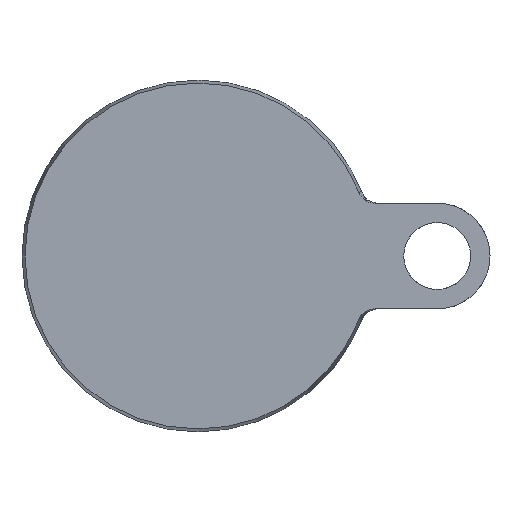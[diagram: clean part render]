
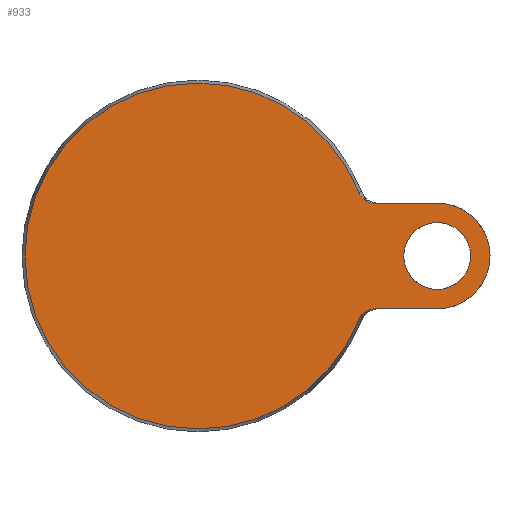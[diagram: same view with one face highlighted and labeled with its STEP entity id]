
A CAD part, front view. The second image highlights one B-rep face of the part: STEP entity #933.
In plain terms, the highlighted planar face has unit normal (0, -1, 0).
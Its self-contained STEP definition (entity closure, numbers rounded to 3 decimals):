
#6 = CIRCLE ( 'NONE', #293, 9.5 ) ;
#29 = B_SPLINE_CURVE_WITH_KNOTS ( 'NONE', 3,
 ( #814, #89, #836, #1259, #1154, #1241, #192, #623, #279, #712, #821, #1250, #1204, #841 ),
 .UNSPECIFIED., .F., .F.,
 ( 4, 2, 2, 2, 2, 2, 4 ),
 ( 0., 0.001, 0.002, 0.003, 0.004, 0.004, 0.006 ),
 .UNSPECIFIED. ) ;
#30 = VERTEX_POINT ( 'NONE', #135 ) ;
#33 = ORIENTED_EDGE ( 'NONE', *, *, #436, .F. ) ;
#41 = DIRECTION ( 'NONE',  ( 0., 1., 0. ) ) ;
#48 = DIRECTION ( 'NONE',  ( 0., 1., 0. ) ) ;
#63 = CARTESIAN_POINT ( 'NONE',  ( 49.116, 0., -15.149 ) ) ;
#64 = LINE ( 'NONE', #166, #427 ) ;
#72 = CARTESIAN_POINT ( 'NONE',  ( 50.366, 0., 15. ) ) ;
#77 = CARTESIAN_POINT ( 'NONE',  ( 48.637, 0., -15.295 ) ) ;
#89 = CARTESIAN_POINT ( 'NONE',  ( 49.86, 0., 15. ) ) ;
#101 = DIRECTION ( 'NONE',  ( 0., 0., 1. ) ) ;
#103 = EDGE_LOOP ( 'NONE', ( #1112, #542, #220, #1108, #147, #881, #33, #1120 ) ) ;
#132 = FACE_OUTER_BOUND ( 'NONE', #103, .T. ) ;
#135 = CARTESIAN_POINT ( 'NONE',  ( 0., 0., 49.143 ) ) ;
#136 = VERTEX_POINT ( 'NONE', #1235 ) ;
#137 = DIRECTION ( 'NONE',  ( 0., 0., 1. ) ) ;
#147 = ORIENTED_EDGE ( 'NONE', *, *, #1323, .T. ) ;
#152 = LINE ( 'NONE', #1015, #337 ) ;
#157 = CARTESIAN_POINT ( 'NONE',  ( 50.113, 0., -15. ) ) ;
#166 = CARTESIAN_POINT ( 'NONE',  ( 15., 0., 15. ) ) ;
#182 = CARTESIAN_POINT ( 'NONE',  ( 45.66, 0., -18.169 ) ) ;
#192 = CARTESIAN_POINT ( 'NONE',  ( 47.738, 0., 15.721 ) ) ;
#220 = ORIENTED_EDGE ( 'NONE', *, *, #707, .T. ) ;
#222 = EDGE_CURVE ( 'NONE', #498, #1366, #29, .T. ) ;
#241 = CARTESIAN_POINT ( 'NONE',  ( 68., 0., 0. ) ) ;
#248 = DIRECTION ( 'NONE',  ( 0., -1., 0. ) ) ;
#259 = EDGE_LOOP ( 'NONE', ( #875, #282 ) ) ;
#267 = CARTESIAN_POINT ( 'NONE',  ( 68., 0., 9.5 ) ) ;
#279 = CARTESIAN_POINT ( 'NONE',  ( 47.122, 0., 16.157 ) ) ;
#282 = ORIENTED_EDGE ( 'NONE', *, *, #1240, .T. ) ;
#293 = AXIS2_PLACEMENT_3D ( 'NONE', #241, #41, #137 ) ;
#312 = EDGE_CURVE ( 'NONE', #467, #384, #1271, .T. ) ;
#337 = VECTOR ( 'NONE', #478, 1000. ) ;
#349 = FACE_BOUND ( 'NONE', #259, .T. ) ;
#358 = AXIS2_PLACEMENT_3D ( 'NONE', #1193, #667, #1096 ) ;
#376 = VERTEX_POINT ( 'NONE', #1133 ) ;
#381 = EDGE_CURVE ( 'NONE', #30, #856, #1026, .T. ) ;
#384 = VERTEX_POINT ( 'NONE', #267 ) ;
#393 = CARTESIAN_POINT ( 'NONE',  ( 49.862, 0., -15.019 ) ) ;
#400 = EDGE_CURVE ( 'NONE', #498, #376, #64, .T. ) ;
#401 = CARTESIAN_POINT ( 'NONE',  ( 0., 0., 0. ) ) ;
#427 = VECTOR ( 'NONE', #588, 1000. ) ;
#436 = EDGE_CURVE ( 'NONE', #673, #1135, #152, .T. ) ;
#445 = AXIS2_PLACEMENT_3D ( 'NONE', #464, #854, #101 ) ;
#453 = DIRECTION ( 'NONE',  ( 0., 0., -1. ) ) ;
#463 = DIRECTION ( 'NONE',  ( 0., 0., -1. ) ) ;
#464 = CARTESIAN_POINT ( 'NONE',  ( 68., 0., 0. ) ) ;
#467 = VERTEX_POINT ( 'NONE', #813 ) ;
#478 = DIRECTION ( 'NONE',  ( -1., 0., 0. ) ) ;
#489 = AXIS2_PLACEMENT_3D ( 'NONE', #1328, #48, #463 ) ;
#498 = VERTEX_POINT ( 'NONE', #72 ) ;
#512 = CARTESIAN_POINT ( 'NONE',  ( 46.575, 0., -16.681 ) ) ;
#516 = DIRECTION ( 'NONE',  ( 0., -1., 0. ) ) ;
#542 = ORIENTED_EDGE ( 'NONE', *, *, #222, .T. ) ;
#549 = CARTESIAN_POINT ( 'NONE',  ( 0., 0., -49.143 ) ) ;
#586 = CARTESIAN_POINT ( 'NONE',  ( 45.66, 0., 18.169 ) ) ;
#588 = DIRECTION ( 'NONE',  ( 1., 0., 0. ) ) ;
#594 = CARTESIAN_POINT ( 'NONE',  ( 47.952, 0., -15.6 ) ) ;
#604 = CARTESIAN_POINT ( 'NONE',  ( 49.363, 0., -15.093 ) ) ;
#611 = CARTESIAN_POINT ( 'NONE',  ( 45.848, 0., -17.699 ) ) ;
#623 = CARTESIAN_POINT ( 'NONE',  ( 47.322, 0., 16. ) ) ;
#667 = DIRECTION ( 'NONE',  ( 0., 1., 0. ) ) ;
#669 = CIRCLE ( 'NONE', #738, 49.143 ) ;
#673 = VERTEX_POINT ( 'NONE', #736 ) ;
#701 = CARTESIAN_POINT ( 'NONE',  ( 48.405, 0., -15.385 ) ) ;
#707 = EDGE_CURVE ( 'NONE', #1366, #30, #669, .T. ) ;
#712 = CARTESIAN_POINT ( 'NONE',  ( 46.751, 0., 16.495 ) ) ;
#736 = CARTESIAN_POINT ( 'NONE',  ( 68., 0., -15. ) ) ;
#738 = AXIS2_PLACEMENT_3D ( 'NONE', #401, #516, #927 ) ;
#770 = PLANE ( 'NONE',  #358 ) ;
#807 = DIRECTION ( 'NONE',  ( 0., 0., -1. ) ) ;
#813 = CARTESIAN_POINT ( 'NONE',  ( 68., 0., -9.5 ) ) ;
#814 = CARTESIAN_POINT ( 'NONE',  ( 50.366, 0., 15. ) ) ;
#821 = CARTESIAN_POINT ( 'NONE',  ( 46.58, 0., 16.677 ) ) ;
#825 = AXIS2_PLACEMENT_3D ( 'NONE', #1344, #1329, #807 ) ;
#836 = CARTESIAN_POINT ( 'NONE',  ( 49.366, 0., 15.074 ) ) ;
#841 = CARTESIAN_POINT ( 'NONE',  ( 45.66, 0., 18.169 ) ) ;
#854 = DIRECTION ( 'NONE',  ( 0., 1., 0. ) ) ;
#856 = VERTEX_POINT ( 'NONE', #549 ) ;
#875 = ORIENTED_EDGE ( 'NONE', *, *, #312, .T. ) ;
#881 = ORIENTED_EDGE ( 'NONE', *, *, #1013, .T. ) ;
#890 = CARTESIAN_POINT ( 'NONE',  ( 0., 0., 0. ) ) ;
#904 = CARTESIAN_POINT ( 'NONE',  ( 50.366, 0., -15. ) ) ;
#912 = CARTESIAN_POINT ( 'NONE',  ( 46.749, 0., -16.497 ) ) ;
#927 = DIRECTION ( 'NONE',  ( 0., 0., -1. ) ) ;
#933 = ADVANCED_FACE ( 'NONE', ( #132, #349 ), #770, .F. ) ;
#935 = CARTESIAN_POINT ( 'NONE',  ( 47.314, 0., -16.005 ) ) ;
#950 = EDGE_CURVE ( 'NONE', #376, #673, #1117, .T. ) ;
#1013 = EDGE_CURVE ( 'NONE', #136, #1135, #1374, .T. ) ;
#1015 = CARTESIAN_POINT ( 'NONE',  ( 15., 0., -15. ) ) ;
#1026 = CIRCLE ( 'NONE', #825, 49.143 ) ;
#1096 = DIRECTION ( 'NONE',  ( 0., 0., 1. ) ) ;
#1108 = ORIENTED_EDGE ( 'NONE', *, *, #381, .T. ) ;
#1112 = ORIENTED_EDGE ( 'NONE', *, *, #400, .F. ) ;
#1117 = CIRCLE ( 'NONE', #489, 15. ) ;
#1120 = ORIENTED_EDGE ( 'NONE', *, *, #950, .F. ) ;
#1133 = CARTESIAN_POINT ( 'NONE',  ( 68., 0., 15. ) ) ;
#1135 = VERTEX_POINT ( 'NONE', #1178 ) ;
#1137 = CARTESIAN_POINT ( 'NONE',  ( 47.118, 0., -16.16 ) ) ;
#1154 = CARTESIAN_POINT ( 'NONE',  ( 48.407, 0., 15.384 ) ) ;
#1178 = CARTESIAN_POINT ( 'NONE',  ( 50.366, 0., -15. ) ) ;
#1193 = CARTESIAN_POINT ( 'NONE',  ( -49.143, 0., 0. ) ) ;
#1204 = CARTESIAN_POINT ( 'NONE',  ( 45.848, 0., 17.699 ) ) ;
#1235 = CARTESIAN_POINT ( 'NONE',  ( 45.66, 0., -18.169 ) ) ;
#1240 = EDGE_CURVE ( 'NONE', #384, #467, #6, .T. ) ;
#1241 = CARTESIAN_POINT ( 'NONE',  ( 47.955, 0., 15.598 ) ) ;
#1242 = CIRCLE ( 'NONE', #1330, 49.143 ) ;
#1250 = CARTESIAN_POINT ( 'NONE',  ( 46.108, 0., 17.258 ) ) ;
#1259 = CARTESIAN_POINT ( 'NONE',  ( 48.644, 0., 15.292 ) ) ;
#1271 = CIRCLE ( 'NONE', #445, 9.5 ) ;
#1323 = EDGE_CURVE ( 'NONE', #856, #136, #1242, .T. ) ;
#1328 = CARTESIAN_POINT ( 'NONE',  ( 68., 0., 0. ) ) ;
#1329 = DIRECTION ( 'NONE',  ( 0., -1., 0. ) ) ;
#1330 = AXIS2_PLACEMENT_3D ( 'NONE', #890, #248, #453 ) ;
#1336 = CARTESIAN_POINT ( 'NONE',  ( 46.1, 0., -17.269 ) ) ;
#1344 = CARTESIAN_POINT ( 'NONE',  ( 0., 0., 0. ) ) ;
#1352 = CARTESIAN_POINT ( 'NONE',  ( 47.73, 0., -15.726 ) ) ;
#1366 = VERTEX_POINT ( 'NONE', #586 ) ;
#1374 = B_SPLINE_CURVE_WITH_KNOTS ( 'NONE', 3,
 ( #182, #611, #1336, #512, #912, #1137, #935, #1352, #594, #701, #77, #63, #604, #393, #157, #904 ),
 .UNSPECIFIED., .F., .F.,
 ( 4, 2, 2, 2, 2, 2, 2, 4 ),
 ( 0., 0.001, 0.002, 0.003, 0.004, 0.004, 0.005, 0.006 ),
 .UNSPECIFIED. ) ;
